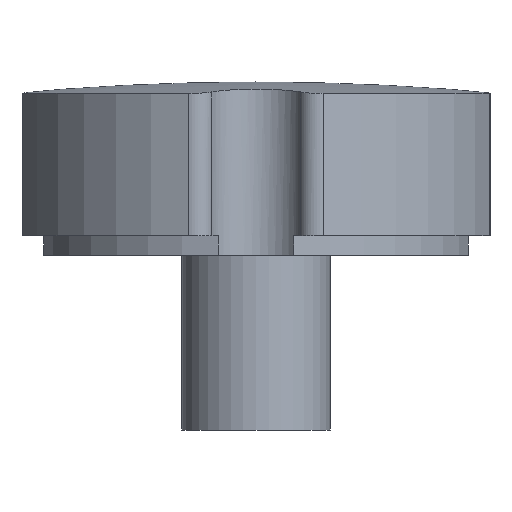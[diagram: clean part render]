
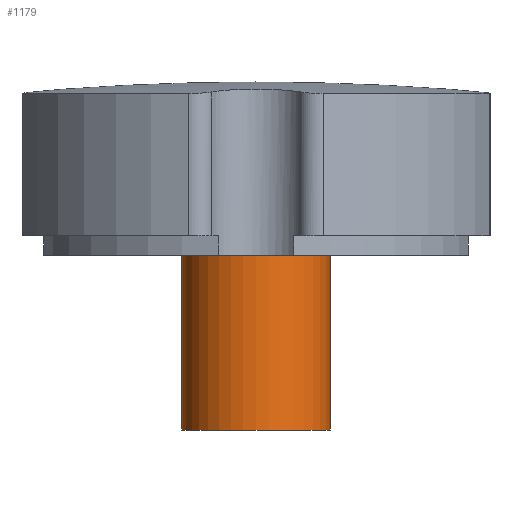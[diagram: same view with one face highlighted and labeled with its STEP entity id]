
A CAD part, front view. The second image highlights one B-rep face of the part: STEP entity #1179.
In plain terms, the highlighted cylindrical face has radius 11.5 mm (diameter 23 mm), a partial arc.
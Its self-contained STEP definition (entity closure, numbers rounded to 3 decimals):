
#37 = CARTESIAN_POINT ( 'NONE',  ( 0., 0., -358.843 ) ) ;
#74 = EDGE_CURVE ( 'NONE', #1086, #1372, #391, .T. ) ;
#125 = DIRECTION ( 'NONE',  ( -1., 0., 0. ) ) ;
#150 = ORIENTED_EDGE ( 'NONE', *, *, #1294, .T. ) ;
#182 = CARTESIAN_POINT ( 'NONE',  ( 11.5, 0., -53.762 ) ) ;
#212 = VECTOR ( 'NONE', #421, 1000. ) ;
#217 = CYLINDRICAL_SURFACE ( 'NONE', #913, 11.5 ) ;
#246 = DIRECTION ( 'NONE',  ( 0., 0., -1. ) ) ;
#291 = ORIENTED_EDGE ( 'NONE', *, *, #624, .T. ) ;
#342 = AXIS2_PLACEMENT_3D ( 'NONE', #1359, #246, #783 ) ;
#346 = EDGE_LOOP ( 'NONE', ( #1056, #291, #150, #980 ) ) ;
#357 = CARTESIAN_POINT ( 'NONE',  ( 0., 0., -26.762 ) ) ;
#391 = CIRCLE ( 'NONE', #342, 11.5 ) ;
#421 = DIRECTION ( 'NONE',  ( 0., 0., -1. ) ) ;
#511 = DIRECTION ( 'NONE',  ( 0., 0., -1. ) ) ;
#518 = CARTESIAN_POINT ( 'NONE',  ( -11.5, 0., -358.843 ) ) ;
#560 = DIRECTION ( 'NONE',  ( 0., 0., -1. ) ) ;
#579 = CARTESIAN_POINT ( 'NONE',  ( -11.5, 0., -26.762 ) ) ;
#624 = EDGE_CURVE ( 'NONE', #732, #1168, #715, .T. ) ;
#633 = LINE ( 'NONE', #1418, #212 ) ;
#715 = CIRCLE ( 'NONE', #901, 11.5 ) ;
#732 = VERTEX_POINT ( 'NONE', #1057 ) ;
#733 = LINE ( 'NONE', #518, #754 ) ;
#754 = VECTOR ( 'NONE', #511, 1000. ) ;
#783 = DIRECTION ( 'NONE',  ( -1., 0., 0. ) ) ;
#901 = AXIS2_PLACEMENT_3D ( 'NONE', #357, #1240, #125 ) ;
#913 = AXIS2_PLACEMENT_3D ( 'NONE', #37, #560, #1014 ) ;
#933 = CARTESIAN_POINT ( 'NONE',  ( -11.5, 0., -53.762 ) ) ;
#980 = ORIENTED_EDGE ( 'NONE', *, *, #74, .F. ) ;
#1014 = DIRECTION ( 'NONE',  ( -1., 0., 0. ) ) ;
#1056 = ORIENTED_EDGE ( 'NONE', *, *, #1089, .F. ) ;
#1057 = CARTESIAN_POINT ( 'NONE',  ( 11.5, 0., -26.762 ) ) ;
#1086 = VERTEX_POINT ( 'NONE', #182 ) ;
#1089 = EDGE_CURVE ( 'NONE', #732, #1086, #633, .T. ) ;
#1168 = VERTEX_POINT ( 'NONE', #579 ) ;
#1179 = ADVANCED_FACE ( 'NONE', ( #1356 ), #217, .T. ) ;
#1240 = DIRECTION ( 'NONE',  ( 0., 0., -1. ) ) ;
#1294 = EDGE_CURVE ( 'NONE', #1168, #1372, #733, .T. ) ;
#1356 = FACE_OUTER_BOUND ( 'NONE', #346, .T. ) ;
#1359 = CARTESIAN_POINT ( 'NONE',  ( 0., 0., -53.762 ) ) ;
#1372 = VERTEX_POINT ( 'NONE', #933 ) ;
#1418 = CARTESIAN_POINT ( 'NONE',  ( 11.5, 0., -358.843 ) ) ;
